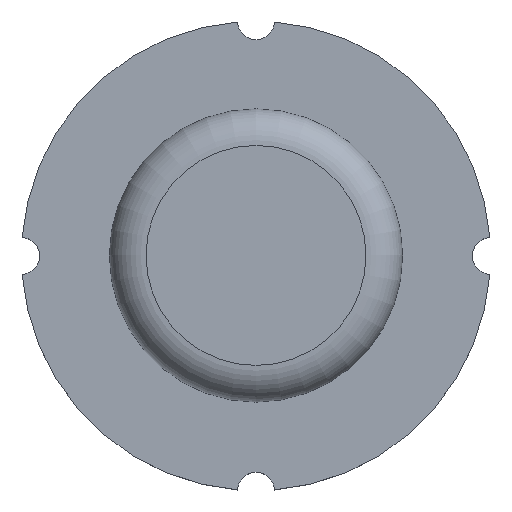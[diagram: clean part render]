
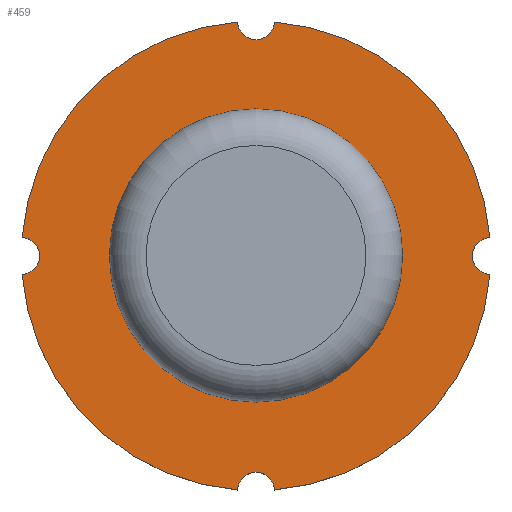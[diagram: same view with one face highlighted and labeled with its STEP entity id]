
A CAD part, top view. The second image highlights one B-rep face of the part: STEP entity #459.
In plain terms, the highlighted planar face has unit normal (0, 0, 1).
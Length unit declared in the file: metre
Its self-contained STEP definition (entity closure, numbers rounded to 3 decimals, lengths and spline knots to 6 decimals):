
#15=PLANE('',#518);
#26=CIRCLE('',#496,0.00125);
#28=CIRCLE('',#499,0.016);
#30=CIRCLE('',#502,0.00125);
#32=CIRCLE('',#505,0.016);
#34=CIRCLE('',#508,0.00125);
#36=CIRCLE('',#511,0.016);
#38=CIRCLE('',#514,0.00125);
#40=CIRCLE('',#517,0.016);
#41=CIRCLE('',#519,0.0075);
#94=ORIENTED_EDGE('',*,*,#216,.T.);
#95=ORIENTED_EDGE('',*,*,#195,.T.);
#96=ORIENTED_EDGE('',*,*,#215,.F.);
#97=ORIENTED_EDGE('',*,*,#213,.T.);
#98=ORIENTED_EDGE('',*,*,#209,.F.);
#99=ORIENTED_EDGE('',*,*,#207,.T.);
#100=ORIENTED_EDGE('',*,*,#203,.F.);
#101=ORIENTED_EDGE('',*,*,#201,.T.);
#102=ORIENTED_EDGE('',*,*,#197,.F.);
#195=EDGE_CURVE('',#257,#260,#26,.T.);
#197=EDGE_CURVE('',#257,#262,#28,.T.);
#201=EDGE_CURVE('',#263,#262,#30,.T.);
#203=EDGE_CURVE('',#263,#266,#32,.T.);
#207=EDGE_CURVE('',#267,#266,#34,.T.);
#209=EDGE_CURVE('',#267,#270,#36,.T.);
#213=EDGE_CURVE('',#271,#270,#38,.T.);
#215=EDGE_CURVE('',#271,#260,#40,.T.);
#216=EDGE_CURVE('',#273,#273,#41,.T.);
#257=VERTEX_POINT('',#728);
#260=VERTEX_POINT('',#733);
#262=VERTEX_POINT('',#739);
#263=VERTEX_POINT('',#743);
#266=VERTEX_POINT('',#751);
#267=VERTEX_POINT('',#755);
#270=VERTEX_POINT('',#763);
#271=VERTEX_POINT('',#767);
#273=VERTEX_POINT('',#776);
#366=EDGE_LOOP('',(#94));
#367=EDGE_LOOP('',(#95,#96,#97,#98,#99,#100,#101,#102));
#404=FACE_BOUND('',#366,.T.);
#405=FACE_BOUND('',#367,.T.);
#459=ADVANCED_FACE('',(#404,#405),#15,.F.);
#496=AXIS2_PLACEMENT_3D('',#734,#569,#570);
#499=AXIS2_PLACEMENT_3D('',#738,#575,#576);
#502=AXIS2_PLACEMENT_3D('',#746,#583,#584);
#505=AXIS2_PLACEMENT_3D('',#750,#589,#590);
#508=AXIS2_PLACEMENT_3D('',#758,#597,#598);
#511=AXIS2_PLACEMENT_3D('',#762,#603,#604);
#514=AXIS2_PLACEMENT_3D('',#770,#611,#612);
#517=AXIS2_PLACEMENT_3D('',#773,#617,#618);
#518=AXIS2_PLACEMENT_3D('',#774,#619,#620);
#519=AXIS2_PLACEMENT_3D('',#775,#621,#622);
#569=DIRECTION('',(0.,0.,-1.));
#570=DIRECTION('',(-1.,0.,0.));
#575=DIRECTION('',(0.,0.,-1.));
#576=DIRECTION('',(-1.,0.,0.));
#583=DIRECTION('',(0.,0.,-1.));
#584=DIRECTION('',(-1.,0.,0.));
#589=DIRECTION('',(0.,0.,-1.));
#590=DIRECTION('',(-1.,0.,0.));
#597=DIRECTION('',(0.,0.,-1.));
#598=DIRECTION('',(-1.,0.,0.));
#603=DIRECTION('',(0.,0.,-1.));
#604=DIRECTION('',(-1.,0.,0.));
#611=DIRECTION('',(0.,0.,-1.));
#612=DIRECTION('',(-1.,0.,0.));
#617=DIRECTION('',(0.,0.,-1.));
#618=DIRECTION('',(-1.,0.,0.));
#619=DIRECTION('',(0.,0.,-1.));
#620=DIRECTION('',(1.,0.,0.));
#621=DIRECTION('',(0.,0.,-1.));
#622=DIRECTION('',(-1.,0.,0.));
#728=CARTESIAN_POINT('',(-0.001249,-0.015951,0.007));
#733=CARTESIAN_POINT('',(0.001249,-0.015951,0.007));
#734=CARTESIAN_POINT('',(0.,-0.016,0.007));
#738=CARTESIAN_POINT('',(0.,0.,0.007));
#739=CARTESIAN_POINT('',(-0.015951,-0.001249,0.007));
#743=CARTESIAN_POINT('',(-0.015951,0.001249,0.007));
#746=CARTESIAN_POINT('',(-0.016,0.,0.007));
#750=CARTESIAN_POINT('',(0.,0.,0.007));
#751=CARTESIAN_POINT('',(-0.001249,0.015951,0.007));
#755=CARTESIAN_POINT('',(0.001249,0.015951,0.007));
#758=CARTESIAN_POINT('',(0.,0.016,0.007));
#762=CARTESIAN_POINT('',(0.,0.,0.007));
#763=CARTESIAN_POINT('',(0.015951,0.001249,0.007));
#767=CARTESIAN_POINT('',(0.015951,-0.001249,0.007));
#770=CARTESIAN_POINT('',(0.016,0.,0.007));
#773=CARTESIAN_POINT('',(0.,0.,0.007));
#774=CARTESIAN_POINT('',(0.,0.,0.007));
#775=CARTESIAN_POINT('',(0.,0.,0.007));
#776=CARTESIAN_POINT('',(-0.0075,0.,0.007));
